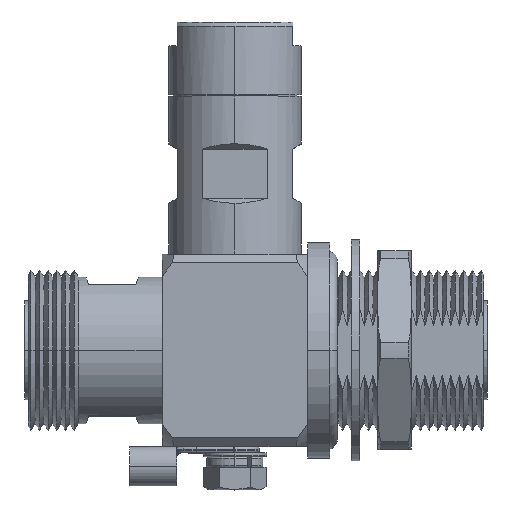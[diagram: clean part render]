
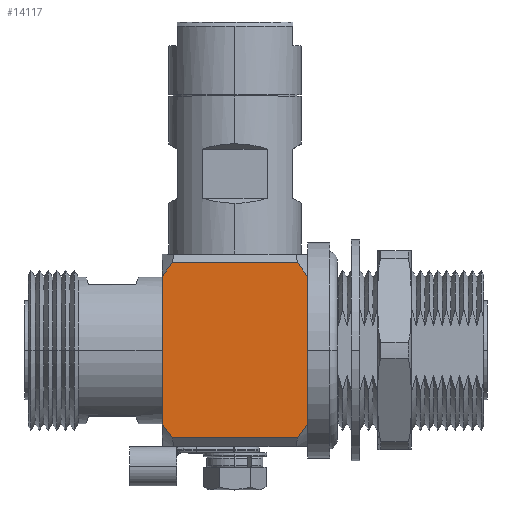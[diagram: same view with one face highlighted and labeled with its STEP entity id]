
A CAD part, top view. The second image highlights one B-rep face of the part: STEP entity #14117.
In plain terms, the highlighted planar face has unit normal (0, 0, 1).
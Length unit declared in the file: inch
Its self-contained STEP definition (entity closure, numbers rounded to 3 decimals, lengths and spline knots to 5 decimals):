
#169 = EDGE_LOOP ( 'NONE', ( #7779, #7243, #7773, #7769, #7802, #7803, #7821, #7820 ) ) ;
#659 = VERTEX_POINT ( 'NONE', #9590 ) ;
#852 = VERTEX_POINT ( 'NONE', #9777 ) ;
#1128 = VERTEX_POINT ( 'NONE', #9304 ) ;
#1139 = VERTEX_POINT ( 'NONE', #9663 ) ;
#1153 = VERTEX_POINT ( 'NONE', #9673 ) ;
#1214 = VERTEX_POINT ( 'NONE', #9512 ) ;
#1512 = B_SPLINE_CURVE_WITH_KNOTS ( 'NONE', 3,
 ( #13027, #13140, #13032, #13083 ),
 .UNSPECIFIED., .F., .F.,
 ( 4, 4 ),
 ( 0.06221, 0.06531 ),
 .UNSPECIFIED. ) ;
#1559 = B_SPLINE_CURVE_WITH_KNOTS ( 'NONE', 3,
 ( #13129, #13322, #12956, #13230 ),
 .UNSPECIFIED., .F., .F.,
 ( 4, 4 ),
 ( 0.06221, 0.06531 ),
 .UNSPECIFIED. ) ;
#1603 = B_SPLINE_CURVE_WITH_KNOTS ( 'NONE', 3,
 ( #3694, #3672, #3681, #3788 ),
 .UNSPECIFIED., .F., .F.,
 ( 4, 4 ),
 ( 0.03011, 0.03324 ),
 .UNSPECIFIED. ) ;
#1651 = B_SPLINE_CURVE_WITH_KNOTS ( 'NONE', 3,
 ( #13010, #13294, #12999, #13015 ),
 .UNSPECIFIED., .F., .F.,
 ( 4, 4 ),
 ( 0.03011, 0.03324 ),
 .UNSPECIFIED. ) ;
#2103 = AXIS2_PLACEMENT_3D ( 'NONE', #2545, #2869, #2795 ) ;
#2545 = CARTESIAN_POINT ( 'NONE',  ( -0.157, 1.3675, 0.548 ) ) ;
#2749 = PLANE ( 'NONE',  #2103 ) ;
#2795 = DIRECTION ( 'NONE',  ( -1., 0., 0. ) ) ;
#2869 = DIRECTION ( 'NONE',  ( 0., 0., -1. ) ) ;
#3282 = CARTESIAN_POINT ( 'NONE',  ( -0.22878, 1.3075, 0.548 ) ) ;
#3483 = CARTESIAN_POINT ( 'NONE',  ( -1.19, 1.20817, 0.548 ) ) ;
#3502 = CARTESIAN_POINT ( 'NONE',  ( -1.19, 1.3675, 0.548 ) ) ;
#3525 = CARTESIAN_POINT ( 'NONE',  ( -0.157, 1.3075, 0.548 ) ) ;
#3626 = DIRECTION ( 'NONE',  ( -1., 0., 0. ) ) ;
#3672 = CARTESIAN_POINT ( 'NONE',  ( -0.20424, 1.27483, 0.548 ) ) ;
#3681 = CARTESIAN_POINT ( 'NONE',  ( -0.18023, 1.24177, 0.548 ) ) ;
#3694 = CARTESIAN_POINT ( 'NONE',  ( -0.22878, 1.3075, 0.548 ) ) ;
#3788 = CARTESIAN_POINT ( 'NONE',  ( -0.157, 1.20817, 0.548 ) ) ;
#3898 = DIRECTION ( 'NONE',  ( 0., -1., 0. ) ) ;
#4554 = EDGE_CURVE ( 'NONE', #8136, #1128, #15146, .T. ) ;
#4578 = EDGE_CURVE ( 'NONE', #7902, #1214, #15047, .T. ) ;
#4579 = EDGE_CURVE ( 'NONE', #7902, #1153, #1603, .T. ) ;
#4589 = EDGE_CURVE ( 'NONE', #8136, #1214, #1559, .T. ) ;
#4597 = EDGE_CURVE ( 'NONE', #1153, #852, #8337, .T. ) ;
#4598 = EDGE_CURVE ( 'NONE', #852, #1139, #1512, .T. ) ;
#4599 = EDGE_CURVE ( 'NONE', #659, #1139, #8285, .T. ) ;
#4600 = EDGE_CURVE ( 'NONE', #659, #1128, #1651, .T. ) ;
#7243 = ORIENTED_EDGE ( 'NONE', *, *, #4578, .T. ) ;
#7769 = ORIENTED_EDGE ( 'NONE', *, *, #4554, .T. ) ;
#7773 = ORIENTED_EDGE ( 'NONE', *, *, #4589, .F. ) ;
#7779 = ORIENTED_EDGE ( 'NONE', *, *, #4579, .F. ) ;
#7802 = ORIENTED_EDGE ( 'NONE', *, *, #4600, .F. ) ;
#7803 = ORIENTED_EDGE ( 'NONE', *, *, #4599, .T. ) ;
#7820 = ORIENTED_EDGE ( 'NONE', *, *, #4597, .F. ) ;
#7821 = ORIENTED_EDGE ( 'NONE', *, *, #4598, .F. ) ;
#7902 = VERTEX_POINT ( 'NONE', #3282 ) ;
#8136 = VERTEX_POINT ( 'NONE', #3483 ) ;
#8285 = LINE ( 'NONE', #12981, #8295 ) ;
#8295 = VECTOR ( 'NONE', #13153, 39.37008 ) ;
#8328 = VECTOR ( 'NONE', #13321, 39.37008 ) ;
#8337 = LINE ( 'NONE', #13209, #8328 ) ;
#8868 = FACE_OUTER_BOUND ( 'NONE', #169, .T. ) ;
#9304 = CARTESIAN_POINT ( 'NONE',  ( -1.19, 0.15933, 0.548 ) ) ;
#9512 = CARTESIAN_POINT ( 'NONE',  ( -1.11822, 1.3075, 0.548 ) ) ;
#9590 = CARTESIAN_POINT ( 'NONE',  ( -1.11822, 0.06, 0.548 ) ) ;
#9663 = CARTESIAN_POINT ( 'NONE',  ( -0.22878, 0.06, 0.548 ) ) ;
#9673 = CARTESIAN_POINT ( 'NONE',  ( -0.157, 1.20817, 0.548 ) ) ;
#9777 = CARTESIAN_POINT ( 'NONE',  ( -0.157, 0.15933, 0.548 ) ) ;
#12956 = CARTESIAN_POINT ( 'NONE',  ( -1.14272, 1.27488, 0.548 ) ) ;
#12981 = CARTESIAN_POINT ( 'NONE',  ( -0.27475, 0.06, 0.548 ) ) ;
#12999 = CARTESIAN_POINT ( 'NONE',  ( -1.16677, 0.12573, 0.548 ) ) ;
#13010 = CARTESIAN_POINT ( 'NONE',  ( -1.11822, 0.06, 0.548 ) ) ;
#13015 = CARTESIAN_POINT ( 'NONE',  ( -1.19, 0.15933, 0.548 ) ) ;
#13027 = CARTESIAN_POINT ( 'NONE',  ( -0.157, 0.15933, 0.548 ) ) ;
#13032 = CARTESIAN_POINT ( 'NONE',  ( -0.20428, 0.09262, 0.548 ) ) ;
#13083 = CARTESIAN_POINT ( 'NONE',  ( -0.22878, 0.06, 0.548 ) ) ;
#13129 = CARTESIAN_POINT ( 'NONE',  ( -1.19, 1.20817, 0.548 ) ) ;
#13140 = CARTESIAN_POINT ( 'NONE',  ( -0.18027, 0.12567, 0.548 ) ) ;
#13153 = DIRECTION ( 'NONE',  ( 1., 0., 0. ) ) ;
#13209 = CARTESIAN_POINT ( 'NONE',  ( -0.157, 1.3675, 0.548 ) ) ;
#13230 = CARTESIAN_POINT ( 'NONE',  ( -1.11822, 1.3075, 0.548 ) ) ;
#13294 = CARTESIAN_POINT ( 'NONE',  ( -1.14276, 0.09267, 0.548 ) ) ;
#13321 = DIRECTION ( 'NONE',  ( 0., -1., 0. ) ) ;
#13322 = CARTESIAN_POINT ( 'NONE',  ( -1.16673, 1.24183, 0.548 ) ) ;
#14117 = ADVANCED_FACE ( 'NONE', ( #8868 ), #2749, .F. ) ;
#15047 = LINE ( 'NONE', #3525, #15093 ) ;
#15082 = VECTOR ( 'NONE', #3898, 39.37008 ) ;
#15093 = VECTOR ( 'NONE', #3626, 39.37008 ) ;
#15146 = LINE ( 'NONE', #3502, #15082 ) ;
